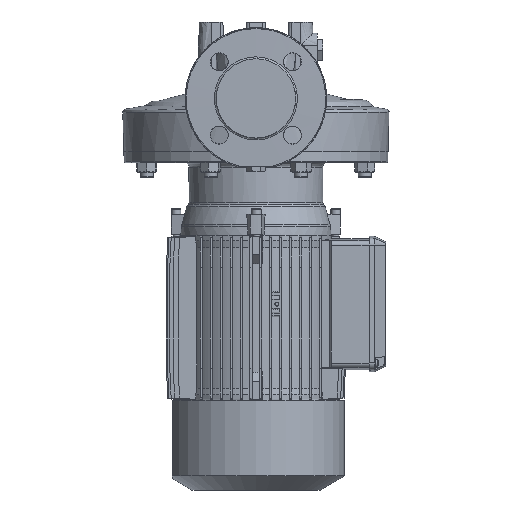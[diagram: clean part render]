
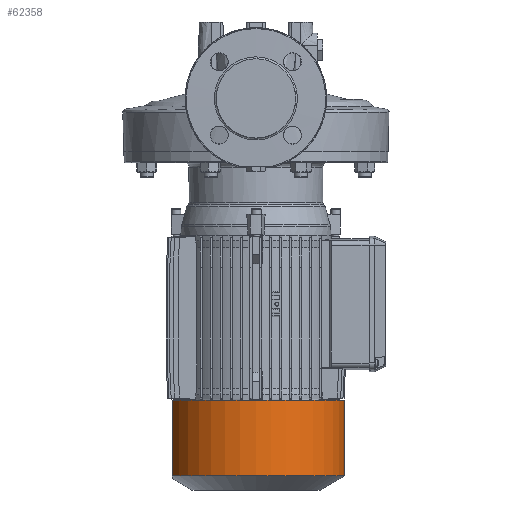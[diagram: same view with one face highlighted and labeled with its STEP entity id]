
A CAD part, front view. The second image highlights one B-rep face of the part: STEP entity #62358.
In plain terms, the highlighted cylindrical face has radius 94 mm (diameter 188 mm), a partial arc.
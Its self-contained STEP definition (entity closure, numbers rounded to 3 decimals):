
#62229=CARTESIAN_POINT('',(-88.5,31.682,-304.));
#62230=VERTEX_POINT('',#62229);
#62231=CARTESIAN_POINT('',(-88.5,-31.682,-304.));
#62232=VERTEX_POINT('',#62231);
#62239=CARTESIAN_POINT('',(0.,0.,-304.));
#62240=DIRECTION('',(0.,0.,-1.0));
#62241=DIRECTION('',(1.0,0.,0.));
#62242=AXIS2_PLACEMENT_3D('',#62239,#62240,#62241);
#62243=CIRCLE('',#62242,94.);
#62244=EDGE_CURVE('',#62230,#62232,#62243,.T.);
#62279=CARTESIAN_POINT('',(94.,0.,-383.989));
#62280=VERTEX_POINT('',#62279);
#62290=CARTESIAN_POINT('',(-88.5,-31.682,-383.989));
#62291=VERTEX_POINT('',#62290);
#62292=CARTESIAN_POINT('',(0.,0.,-383.989));
#62293=DIRECTION('',(0.,0.,1.0));
#62294=DIRECTION('',(1.0,0.,0.));
#62295=AXIS2_PLACEMENT_3D('',#62292,#62293,#62294);
#62296=CIRCLE('',#62295,94.);
#62297=EDGE_CURVE('',#62291,#62280,#62296,.T.);
#62299=CARTESIAN_POINT('',(-88.5,31.682,-383.989));
#62300=VERTEX_POINT('',#62299);
#62314=CARTESIAN_POINT('',(0.,0.,-383.989));
#62315=DIRECTION('',(0.,0.,1.0));
#62316=DIRECTION('',(1.0,0.,0.));
#62317=AXIS2_PLACEMENT_3D('',#62314,#62315,#62316);
#62318=CIRCLE('',#62317,94.);
#62319=EDGE_CURVE('',#62280,#62300,#62318,.T.);
#62329=CARTESIAN_POINT('',(-88.5,31.682,-383.989));
#62330=DIRECTION('',(0.0,0.0,1.0));
#62331=VECTOR('',#62330,79.989);
#62332=LINE('',#62329,#62331);
#62333=EDGE_CURVE('',#62300,#62230,#62332,.T.);
#62336=CARTESIAN_POINT('',(-88.5,-31.682,-304.));
#62337=DIRECTION('',(0.0,0.0,-1.0));
#62338=VECTOR('',#62337,79.989);
#62339=LINE('',#62336,#62338);
#62340=EDGE_CURVE('',#62232,#62291,#62339,.T.);
#62346=CARTESIAN_POINT('',(0.,0.,-304.));
#62347=DIRECTION('',(0.,0.,1.0));
#62348=DIRECTION('',(-0.941,-0.337,0.));
#62349=AXIS2_PLACEMENT_3D('',#62346,#62347,#62348);
#62350=CYLINDRICAL_SURFACE('',#62349,94.);
#62351=ORIENTED_EDGE('',*,*,#62340,.T.);
#62352=ORIENTED_EDGE('',*,*,#62297,.T.);
#62353=ORIENTED_EDGE('',*,*,#62319,.T.);
#62354=ORIENTED_EDGE('',*,*,#62333,.T.);
#62355=ORIENTED_EDGE('',*,*,#62244,.T.);
#62356=EDGE_LOOP('',(#62351,#62352,#62353,#62354,#62355));
#62357=FACE_OUTER_BOUND('',#62356,.T.);
#62358=ADVANCED_FACE('',(#62357),#62350,.T.);
